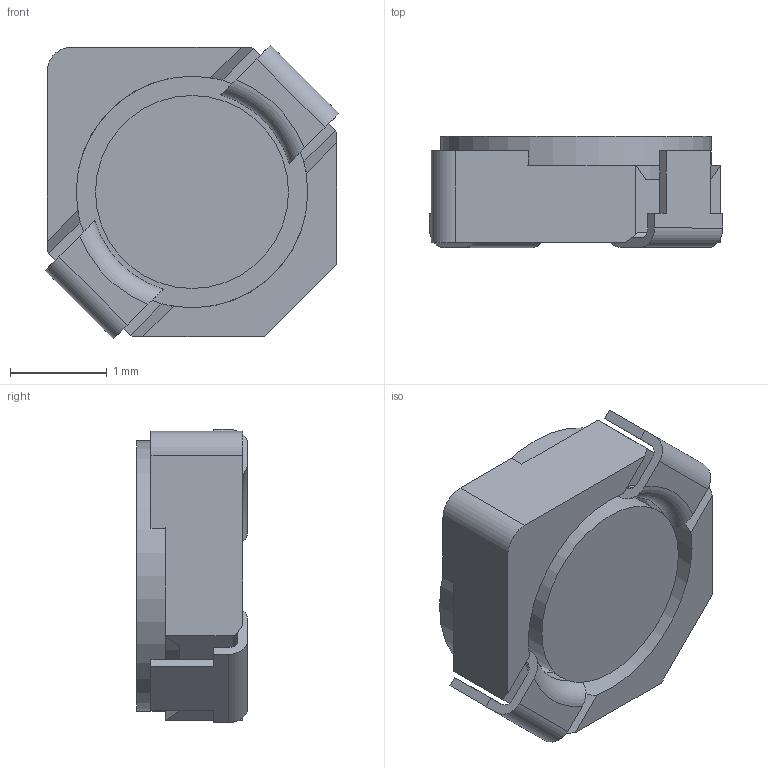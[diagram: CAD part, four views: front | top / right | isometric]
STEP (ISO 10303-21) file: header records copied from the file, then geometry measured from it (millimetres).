
FILE_DESCRIPTION(/* description */ (''),/* implementation_level */ '2;1');
FILE_NAME(/* name */ '',/* time_stamp */ '',/* author */ (''),/* organization */ (''),/* preprocessor_version */ '',/* originating_system */ '',/* authorisation */ '');
FILE_SCHEMA (('AUTOMOTIVE_DESIGN { 1 0 10303 214 3 1 1 }'));
Length unit declared in the file: millimetre
Products named in the file (4): Sumida CDRH2D09C; Sumida CDRH2D09C_Core; Sumida CDRH2D09C_Shield; Sumida CDRH2D09C_Lead
Assembly tree (4 placements, depth 2):
  Sumida CDRH2D09C
    Sumida CDRH2D09C_Core
    Sumida CDRH2D09C_Shield
    Sumida CDRH2D09C_Lead  x2
Bounding box: 3.04 x 1.15 x 3.04 mm (x, y, z)
Volume: 7.3 mm3; surface area: 47.8 mm2
Topology: 4 solids, 4 shells, 230 faces, 626 edges, 417 vertices
Faces by surface type: plane 117, bspline 97, cylinder 12, torus 4
Full cylindrical faces by diameter (mm): 2 x1, 2.4 x1, 2.8 x1
Entity records: 7447 total; most frequent: CARTESIAN_POINT 2406, ORIENTED_EDGE 1148, DIRECTION 688, EDGE_CURVE 574, VERTEX_POINT 384, LINE 344, VECTOR 344, EDGE_LOOP 230
